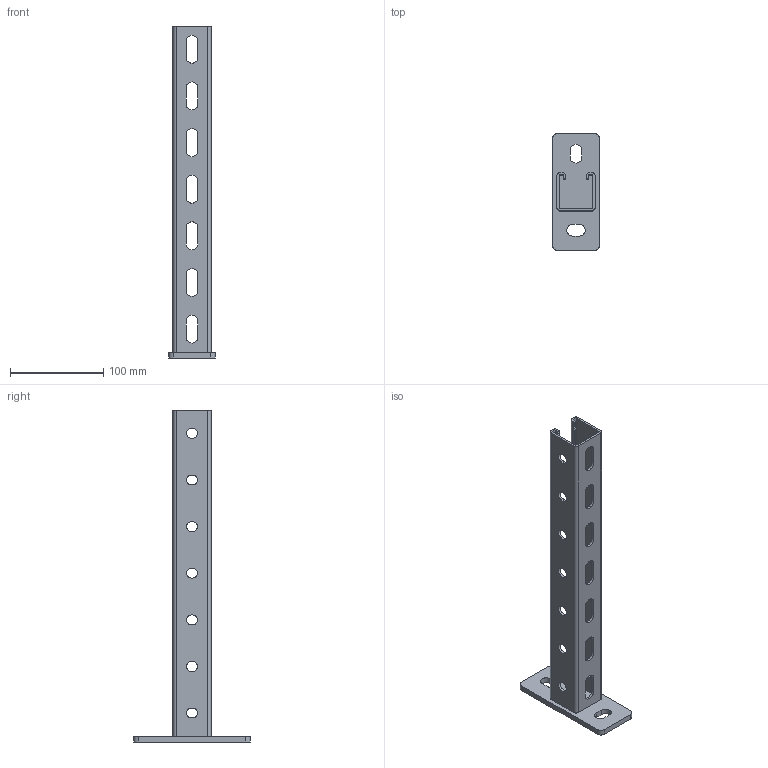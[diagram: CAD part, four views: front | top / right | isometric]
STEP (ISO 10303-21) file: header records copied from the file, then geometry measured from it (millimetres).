
FILE_DESCRIPTION (( 'STEP AP203' ), '1' );
FILE_NAME ('ÊÈÂÀ 207.03.00ÑÁ_Êîíñîëü Strut îäèíàðíàÿ_h41 L300.step', '2022-01-27T09:19:12', ( '' ), ( '' ), 'SwSTEP 2.0', 'SolidWorks 2017', '' );
FILE_SCHEMA (( 'CONFIG_CONTROL_DESIGN' ));
Length unit declared in the file: millimetre
Products named in the file (3): STRUT-镳铘桦黖h41-350; ÊÈÂÀ 207.03.00ÑÁ_Êîíñîëü Strut îäèíàðíàÿ_h41 L300; ÊÈÂÀ 207.03.01 Ïÿòêà êîíñîëè ¹1
Assembly tree (2 placements, depth 2):
  ÊÈÂÀ 207.03.00ÑÁ_Êîíñîëü Strut îäèíàðíàÿ_h41 L300
    ÊÈÂÀ 207.03.01 Ïÿòêà êîíñîëè ¹1
    STRUT-镳铘桦黖h41-350
Bounding box: 50 x 125 x 356 mm (x, y, z)
Volume: 141826.8 mm3; surface area: 106741.7 mm2
Topology: 2 solids, 2 shells, 686 faces, 2045 edges, 1363 vertices
Faces by surface type: plane 629, cylinder 57
Entity records: 23052 total; most frequent: CARTESIAN_POINT 4099, ORIENTED_EDGE 4090, DIRECTION 3541, EDGE_CURVE 2045, VECTOR 1931, LINE 1931, VERTEX_POINT 1363, AXIS2_PLACEMENT_3D 805
